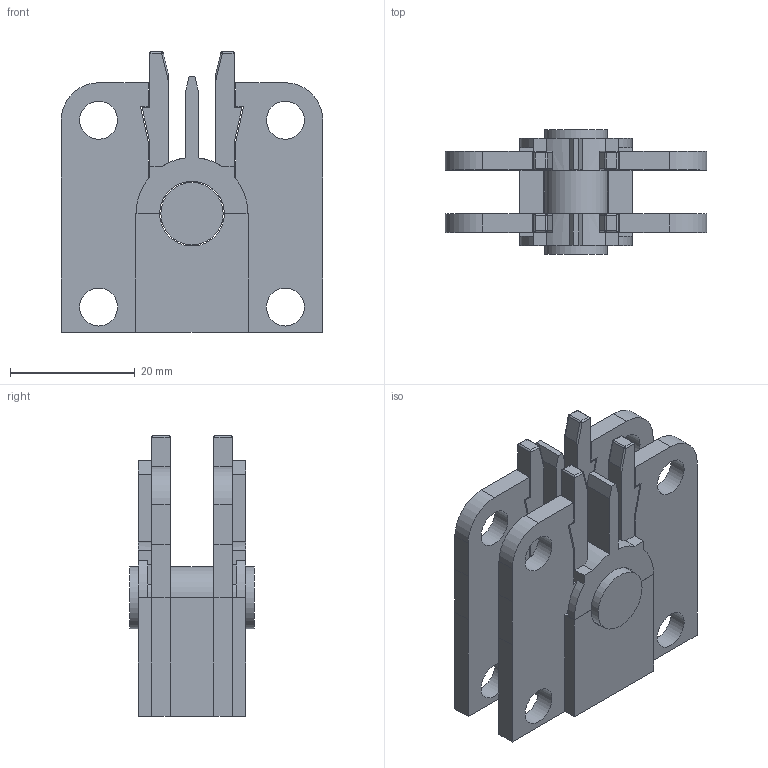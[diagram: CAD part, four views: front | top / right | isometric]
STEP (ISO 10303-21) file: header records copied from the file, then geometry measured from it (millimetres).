
FILE_DESCRIPTION(/* description */ (''),/* implementation_level */ '2;1');
FILE_NAME(/* name */ 'Assembly Vapor Cell (Working File)_v7.step',/* time_stamp */ '2024-02-15T15:49:16-05:00',/* author */ (''),/* organization */ (''),/* preprocessor_version */ 'ST-DEVELOPER v20',/* originating_system */ 'Autodesk Translation Framework v12.20.1.177',/* authorisation */ '');
FILE_SCHEMA (('AUTOMOTIVE_DESIGN { 1 0 10303 214 3 1 1 }'));
Length unit declared in the file: millimetre
Products named in the file (7): Assembly Vapor Cell (Working File); clip 1 (1); clip 1; clip 2 (2); clip 2 (2) (1); bed; cell
Assembly tree (6 placements, depth 3):
  Assembly Vapor Cell (Working File)
    clip 1 (1)
      clip 1
    clip 2 (2)
      clip 2 (2) (1)
    bed
    cell
Bounding box: 42 x 20 x 45.05 mm (x, y, z)
Volume: 13830.9 mm3; surface area: 9747.6 mm2
Topology: 4 solids, 4 shells, 187 faces, 497 edges, 318 vertices
Faces by surface type: plane 131, cylinder 48, sphere 8
Full cylindrical faces by diameter (mm): 6.1 x8, 10 x1
Entity records: 5972 total; most frequent: CARTESIAN_POINT 1016, DIRECTION 995, ORIENTED_EDGE 994, EDGE_CURVE 497, LINE 401, VECTOR 401, VERTEX_POINT 318, AXIS2_PLACEMENT_3D 297
